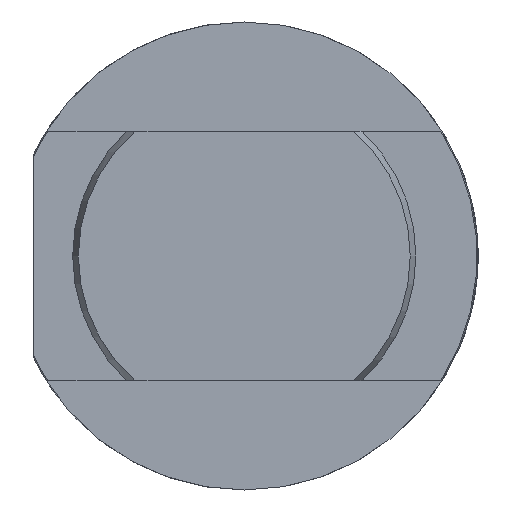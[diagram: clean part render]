
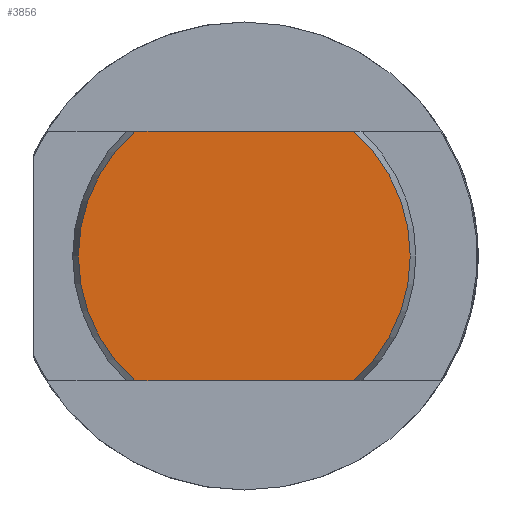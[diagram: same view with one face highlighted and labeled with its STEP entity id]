
A CAD part, left-side view. The second image highlights one B-rep face of the part: STEP entity #3856.
In plain terms, the highlighted planar face has unit normal (-1, 0, 0).
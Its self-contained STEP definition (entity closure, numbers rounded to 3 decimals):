
#183 = EDGE_CURVE ( 'NONE', #1117, #1119, #1821, .T. ) ;
#184 = EDGE_CURVE ( 'NONE', #1117, #1116, #1832, .T. ) ;
#185 = EDGE_CURVE ( 'NONE', #1118, #1116, #1831, .T. ) ;
#197 = EDGE_CURVE ( 'NONE', #1118, #1119, #1843, .T. ) ;
#323 = AXIS2_PLACEMENT_3D ( 'NONE', #2541, #2544, #2545 ) ;
#328 = AXIS2_PLACEMENT_3D ( 'NONE', #2574, #2585, #2586 ) ;
#403 = AXIS2_PLACEMENT_3D ( 'NONE', #3065, #3067, #3068 ) ;
#1116 = VERTEX_POINT ( 'NONE', #2841 ) ;
#1117 = VERTEX_POINT ( 'NONE', #2842 ) ;
#1118 = VERTEX_POINT ( 'NONE', #2843 ) ;
#1119 = VERTEX_POINT ( 'NONE', #2844 ) ;
#1821 = LINE ( 'NONE', #2534, #1830 ) ;
#1825 = VECTOR ( 'NONE', #2547, 1000. ) ;
#1830 = VECTOR ( 'NONE', #2542, 1000. ) ;
#1831 = LINE ( 'NONE', #2538, #1825 ) ;
#1832 = CIRCLE ( 'NONE', #323, 10.636 ) ;
#1843 = CIRCLE ( 'NONE', #328, 10.636 ) ;
#2011 = FACE_OUTER_BOUND ( 'NONE', #3610, .T. ) ;
#2534 = CARTESIAN_POINT ( 'NONE',  ( 0., 12.75, 8. ) ) ;
#2538 = CARTESIAN_POINT ( 'NONE',  ( 0., 12.75, -8. ) ) ;
#2541 = CARTESIAN_POINT ( 'NONE',  ( 0., 0., 0. ) ) ;
#2542 = DIRECTION ( 'NONE',  ( 0., -1., 0. ) ) ;
#2544 = DIRECTION ( 'NONE',  ( -1., 0., 0. ) ) ;
#2545 = DIRECTION ( 'NONE',  ( 0., 0., -1. ) ) ;
#2547 = DIRECTION ( 'NONE',  ( 0., 1., 0. ) ) ;
#2574 = CARTESIAN_POINT ( 'NONE',  ( 0., 0., 0. ) ) ;
#2585 = DIRECTION ( 'NONE',  ( -1., 0., 0. ) ) ;
#2586 = DIRECTION ( 'NONE',  ( 0., 0., -1. ) ) ;
#2841 = CARTESIAN_POINT ( 'NONE',  ( 0., 7.009, -8. ) ) ;
#2842 = CARTESIAN_POINT ( 'NONE',  ( 0., 7.009, 8. ) ) ;
#2843 = CARTESIAN_POINT ( 'NONE',  ( 0., -7.009, -8. ) ) ;
#2844 = CARTESIAN_POINT ( 'NONE',  ( 0., -7.009, 8. ) ) ;
#3065 = CARTESIAN_POINT ( 'NONE',  ( 0., 0., 0. ) ) ;
#3066 = PLANE ( 'NONE',  #403 ) ;
#3067 = DIRECTION ( 'NONE',  ( 1., 0., 0. ) ) ;
#3068 = DIRECTION ( 'NONE',  ( 0., 0., -1. ) ) ;
#3610 = EDGE_LOOP ( 'NONE', ( #3646, #3647, #3644, #3642 ) ) ;
#3642 = ORIENTED_EDGE ( 'NONE', *, *, #183, .F. ) ;
#3644 = ORIENTED_EDGE ( 'NONE', *, *, #197, .T. ) ;
#3646 = ORIENTED_EDGE ( 'NONE', *, *, #184, .T. ) ;
#3647 = ORIENTED_EDGE ( 'NONE', *, *, #185, .F. ) ;
#3856 = ADVANCED_FACE ( 'NONE', ( #2011 ), #3066, .F. ) ;
